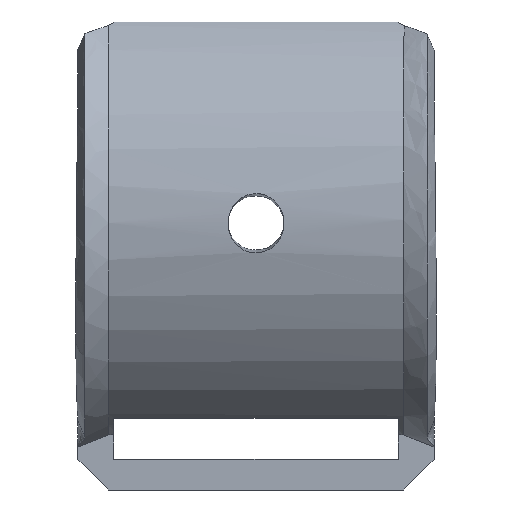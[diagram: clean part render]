
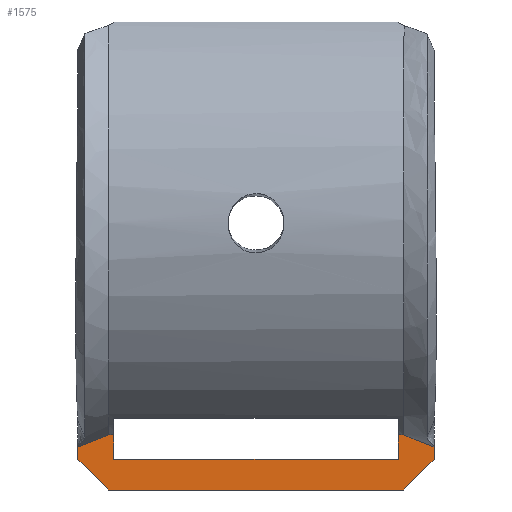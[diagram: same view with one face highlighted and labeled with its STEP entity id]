
A CAD part, front view. The second image highlights one B-rep face of the part: STEP entity #1575.
In plain terms, the highlighted planar face has unit normal (0, -1, 0).
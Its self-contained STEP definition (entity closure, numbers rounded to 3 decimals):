
#41=CARTESIAN_POINT('',(17.497,-2.,4.227));
#43=CARTESIAN_POINT('',(17.497,-2.,4.227));
#44=CARTESIAN_POINT('',(17.355,-2.,4.282));
#45=CARTESIAN_POINT('',(17.063,-2.,4.396));
#46=CARTESIAN_POINT('',(16.604,-2.,4.577));
#47=CARTESIAN_POINT('',(16.117,-2.,4.77));
#48=CARTESIAN_POINT('',(15.594,-2.,4.98));
#49=CARTESIAN_POINT('',(15.044,-2.,5.201));
#50=CARTESIAN_POINT('',(14.675,-2.,5.351));
#51=CARTESIAN_POINT('',(14.489,-2.,5.427));
#329=DIRECTION('',(-1.,0.,0.));
#330=VECTOR('',#329,0.489);
#331=CARTESIAN_POINT('',(14.489,-2.,5.427));
#332=LINE('',#331,#330);
#392=DIRECTION('',(0.,0.,-1.));
#393=VECTOR('',#392,1.218);
#394=CARTESIAN_POINT('',(-17.5,-2.,4.218));
#395=LINE('',#394,#393);
#396=CARTESIAN_POINT('',(-17.497,-2.,4.227));
#397=CARTESIAN_POINT('',(-17.358,-2.,4.281));
#398=CARTESIAN_POINT('',(-17.073,-2.,4.392));
#399=CARTESIAN_POINT('',(-16.616,-2.,4.572));
#400=CARTESIAN_POINT('',(-16.135,-2.,4.763));
#401=CARTESIAN_POINT('',(-15.624,-2.,4.968));
#402=CARTESIAN_POINT('',(-15.079,-2.,5.187));
#403=CARTESIAN_POINT('',(-14.69,-2.,5.345));
#404=CARTESIAN_POINT('',(-14.489,-2.,5.427));
#406=DIRECTION('',(1.,0.,0.));
#407=VECTOR('',#406,0.489);
#408=CARTESIAN_POINT('',(-14.489,-2.,5.427));
#409=LINE('',#408,#407);
#410=DIRECTION('',(0.,0.,-1.));
#411=VECTOR('',#410,2.427);
#412=CARTESIAN_POINT('',(-14.,-2.,5.427));
#413=LINE('',#412,#411);
#414=DIRECTION('',(0.,0.,1.));
#415=VECTOR('',#414,2.427);
#416=CARTESIAN_POINT('',(14.,-2.,3.));
#417=LINE('',#416,#415);
#418=DIRECTION('',(0.,0.,1.));
#419=VECTOR('',#418,1.218);
#420=CARTESIAN_POINT('',(17.5,-2.,3.));
#421=LINE('',#420,#419);
#422=DIRECTION('',(0.707,0.,0.707));
#423=VECTOR('',#422,4.243);
#424=CARTESIAN_POINT('',(14.5,-2.,0.));
#425=LINE('',#424,#423);
#426=DIRECTION('',(1.,0.,0.));
#427=VECTOR('',#426,29.);
#428=CARTESIAN_POINT('',(-14.5,-2.,0.));
#429=LINE('',#428,#427);
#430=DIRECTION('',(0.707,0.,-0.707));
#431=VECTOR('',#430,4.243);
#432=CARTESIAN_POINT('',(-17.5,-2.,3.));
#433=LINE('',#432,#431);
#452=CARTESIAN_POINT('',(-17.497,-2.,4.227));
#453=CARTESIAN_POINT('',(-17.497,-2.,4.226));
#454=CARTESIAN_POINT('',(-17.498,-2.,4.223));
#455=CARTESIAN_POINT('',(-17.499,-2.,4.22));
#456=CARTESIAN_POINT('',(-17.5,-2.,4.218));
#634=CARTESIAN_POINT('',(17.5,-2.,4.218));
#635=CARTESIAN_POINT('',(17.499,-2.,4.219));
#636=CARTESIAN_POINT('',(17.498,-2.,4.223));
#637=CARTESIAN_POINT('',(17.497,-2.,4.226));
#638=CARTESIAN_POINT('',(17.497,-2.,4.227));
#679=DIRECTION('',(1.,0.,0.));
#680=VECTOR('',#679,28.);
#681=CARTESIAN_POINT('',(-14.,-2.,3.));
#682=LINE('',#681,#680);
#695=CARTESIAN_POINT('',(-17.5,-2.,3.));
#696=CARTESIAN_POINT('',(-14.5,-2.,0.));
#697=VERTEX_POINT('',#695);
#698=VERTEX_POINT('',#696);
#705=CARTESIAN_POINT('',(17.5,-2.,3.));
#706=CARTESIAN_POINT('',(17.5,-2.,4.218));
#707=VERTEX_POINT('',#705);
#708=VERTEX_POINT('',#706);
#715=CARTESIAN_POINT('',(-14.,-2.,3.));
#716=CARTESIAN_POINT('',(14.,-2.,3.));
#717=VERTEX_POINT('',#715);
#718=VERTEX_POINT('',#716);
#724=CARTESIAN_POINT('',(14.5,-2.,0.));
#725=VERTEX_POINT('',#724);
#726=CARTESIAN_POINT('',(-17.5,-2.,4.218));
#727=VERTEX_POINT('',#726);
#775=VERTEX_POINT('',#41);
#776=VERTEX_POINT('',#51);
#777=CARTESIAN_POINT('',(14.,-2.,5.427));
#778=VERTEX_POINT('',#777);
#779=VERTEX_POINT('',#396);
#780=VERTEX_POINT('',#404);
#781=CARTESIAN_POINT('',(-14.,-2.,5.427));
#782=VERTEX_POINT('',#781);
#1545=CARTESIAN_POINT('',(14.31,-2.,0.));
#1546=DIRECTION('',(0.,-1.,0.));
#1547=DIRECTION('',(0.,0.,-1.));
#1548=AXIS2_PLACEMENT_3D('',#1545,#1546,#1547);
#1549=PLANE('',#1548);
#1551=ORIENTED_EDGE('',*,*,#1550,.F.);
#1553=ORIENTED_EDGE('',*,*,#1552,.F.);
#1555=ORIENTED_EDGE('',*,*,#1554,.T.);
#1556=ORIENTED_EDGE('',*,*,#1503,.T.);
#1557=ORIENTED_EDGE('',*,*,#1531,.T.);
#1559=ORIENTED_EDGE('',*,*,#1558,.T.);
#1560=ORIENTED_EDGE('',*,*,#1484,.T.);
#1561=ORIENTED_EDGE('',*,*,#1512,.F.);
#1562=ORIENTED_EDGE('',*,*,#1028,.F.);
#1564=ORIENTED_EDGE('',*,*,#1563,.F.);
#1566=ORIENTED_EDGE('',*,*,#1565,.F.);
#1568=ORIENTED_EDGE('',*,*,#1567,.F.);
#1570=ORIENTED_EDGE('',*,*,#1569,.F.);
#1572=ORIENTED_EDGE('',*,*,#1571,.F.);
#1573=EDGE_LOOP('',(#1551,#1553,#1555,#1556,#1557,#1559,#1560,#1561,#1562,#1564,
#1566,#1568,#1570,#1572));
#1574=FACE_OUTER_BOUND('',#1573,.F.);
#1575=ADVANCED_FACE('',(#1574),#1549,.T.);
#52=B_SPLINE_CURVE_WITH_KNOTS('',3,(#43,#44,#45,#46,#47,#48,#49,#50,#51),
.UNSPECIFIED.,.F.,.F.,(4,1,1,1,1,1,4),(0.,0.167,0.333,
0.5,0.667,0.833,1.),.UNSPECIFIED.);
#405=B_SPLINE_CURVE_WITH_KNOTS('',3,(#396,#397,#398,#399,#400,#401,#402,#403,
#404),.UNSPECIFIED.,.F.,.F.,(4,1,1,1,1,1,4),(0.,0.167,
0.333,0.5,0.667,0.833,1.),
.UNSPECIFIED.);
#457=B_SPLINE_CURVE_WITH_KNOTS('',3,(#452,#453,#454,#455,#456),.UNSPECIFIED.,
.F.,.F.,(4,1,4),(0.,0.5,1.),.UNSPECIFIED.);
#639=B_SPLINE_CURVE_WITH_KNOTS('',3,(#634,#635,#636,#637,#638),.UNSPECIFIED.,
.F.,.F.,(4,1,4),(0.,0.5,1.),.UNSPECIFIED.);
#1028=EDGE_CURVE('',#775,#776,#52,.T.);
#1484=EDGE_CURVE('',#718,#778,#417,.T.);
#1503=EDGE_CURVE('',#780,#782,#409,.T.);
#1512=EDGE_CURVE('',#776,#778,#332,.T.);
#1531=EDGE_CURVE('',#782,#717,#413,.T.);
#1550=EDGE_CURVE('',#727,#697,#395,.T.);
#1552=EDGE_CURVE('',#779,#727,#457,.T.);
#1554=EDGE_CURVE('',#779,#780,#405,.T.);
#1558=EDGE_CURVE('',#717,#718,#682,.T.);
#1563=EDGE_CURVE('',#708,#775,#639,.T.);
#1565=EDGE_CURVE('',#707,#708,#421,.T.);
#1567=EDGE_CURVE('',#725,#707,#425,.T.);
#1569=EDGE_CURVE('',#698,#725,#429,.T.);
#1571=EDGE_CURVE('',#697,#698,#433,.T.);
